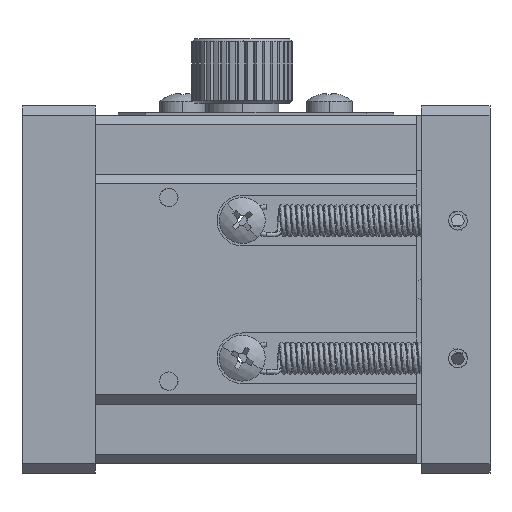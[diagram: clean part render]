
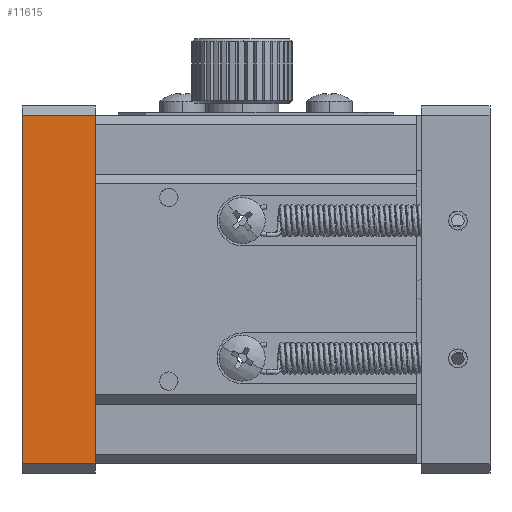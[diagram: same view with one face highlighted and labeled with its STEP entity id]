
A CAD part, left-side view. The second image highlights one B-rep face of the part: STEP entity #11615.
In plain terms, the highlighted planar face has unit normal (-1, 0, 0).
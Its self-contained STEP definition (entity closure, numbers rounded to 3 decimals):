
#768 = ORIENTED_EDGE ( 'NONE', *, *, #8553, .T. ) ;
#2102 = ORIENTED_EDGE ( 'NONE', *, *, #12556, .T. ) ;
#2354 = CARTESIAN_POINT ( 'NONE',  ( -20., 43.5, -19. ) ) ;
#3035 = VECTOR ( 'NONE', #22840, 1000. ) ;
#6627 = LINE ( 'NONE', #18406, #32341 ) ;
#6898 = VERTEX_POINT ( 'NONE', #43922 ) ;
#7165 = FACE_OUTER_BOUND ( 'NONE', #27576, .T. ) ;
#7743 = CARTESIAN_POINT ( 'NONE',  ( -20., 51.5, -19. ) ) ;
#7748 = DIRECTION ( 'NONE',  ( 0., 0., -1. ) ) ;
#7902 = LINE ( 'NONE', #43316, #10226 ) ;
#8553 = EDGE_CURVE ( 'NONE', #34631, #39395, #7902, .T. ) ;
#9983 = VECTOR ( 'NONE', #45875, 1000. ) ;
#10226 = VECTOR ( 'NONE', #13550, 1000. ) ;
#11615 = ADVANCED_FACE ( 'NONE', ( #7165 ), #14618, .F. ) ;
#12556 = EDGE_CURVE ( 'NONE', #6898, #36828, #28092, .T. ) ;
#13550 = DIRECTION ( 'NONE',  ( 0., -1., 0. ) ) ;
#14618 = PLANE ( 'NONE',  #22788 ) ;
#18406 = CARTESIAN_POINT ( 'NONE',  ( -20., 43.5, 20. ) ) ;
#18875 = DIRECTION ( 'NONE',  ( 0., 0., 1. ) ) ;
#22458 = ORIENTED_EDGE ( 'NONE', *, *, #44102, .T. ) ;
#22788 = AXIS2_PLACEMENT_3D ( 'NONE', #44224, #37813, #7748 ) ;
#22840 = DIRECTION ( 'NONE',  ( 0., 1., 0. ) ) ;
#25636 = EDGE_CURVE ( 'NONE', #34631, #36828, #36987, .T. ) ;
#26954 = CARTESIAN_POINT ( 'NONE',  ( -20., 51.5, 20. ) ) ;
#27576 = EDGE_LOOP ( 'NONE', ( #30221, #768, #22458, #2102 ) ) ;
#28092 = LINE ( 'NONE', #45223, #3035 ) ;
#30221 = ORIENTED_EDGE ( 'NONE', *, *, #25636, .F. ) ;
#31949 = CARTESIAN_POINT ( 'NONE',  ( -20., 51.5, 19. ) ) ;
#32341 = VECTOR ( 'NONE', #18875, 1000. ) ;
#34631 = VERTEX_POINT ( 'NONE', #7743 ) ;
#36828 = VERTEX_POINT ( 'NONE', #31949 ) ;
#36987 = LINE ( 'NONE', #26954, #9983 ) ;
#37813 = DIRECTION ( 'NONE',  ( 1., 0., 0. ) ) ;
#39395 = VERTEX_POINT ( 'NONE', #2354 ) ;
#43316 = CARTESIAN_POINT ( 'NONE',  ( -20., 51.5, -19. ) ) ;
#43922 = CARTESIAN_POINT ( 'NONE',  ( -20., 43.5, 19. ) ) ;
#44102 = EDGE_CURVE ( 'NONE', #39395, #6898, #6627, .T. ) ;
#44224 = CARTESIAN_POINT ( 'NONE',  ( -20., 51.5, 20. ) ) ;
#45223 = CARTESIAN_POINT ( 'NONE',  ( -20., 51.5, 19. ) ) ;
#45875 = DIRECTION ( 'NONE',  ( 0., 0., 1. ) ) ;
